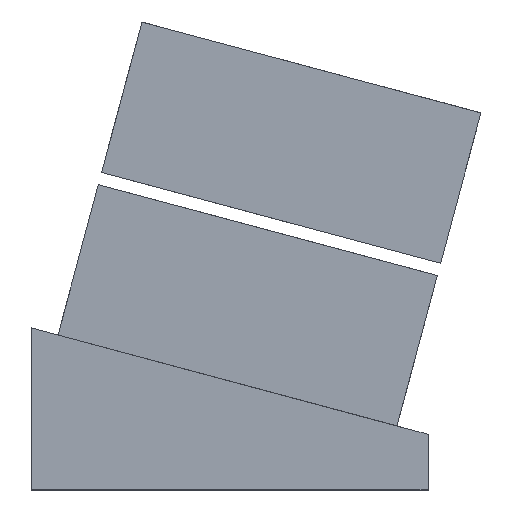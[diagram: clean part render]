
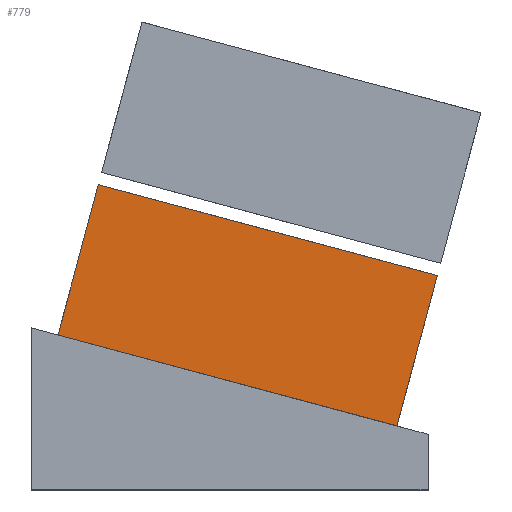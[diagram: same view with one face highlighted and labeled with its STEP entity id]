
A CAD part, front view. The second image highlights one B-rep face of the part: STEP entity #779.
In plain terms, the highlighted planar face has unit normal (0, -1, 0).
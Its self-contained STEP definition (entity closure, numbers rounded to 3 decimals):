
#779 = ADVANCED_FACE('',(#780),#794,.T.);
#780 = FACE_BOUND('',#781,.T.);
#781 = EDGE_LOOP('',(#782,#817,#845,#873));
#782 = ORIENTED_EDGE('',*,*,#783,.F.);
#783 = EDGE_CURVE('',#784,#786,#788,.T.);
#784 = VERTEX_POINT('',#785);
#785 = CARTESIAN_POINT('',(57.347,-24.,10.034));
#786 = VERTEX_POINT('',#787);
#787 = CARTESIAN_POINT('',(4.222,-24.,24.269));
#788 = SURFACE_CURVE('',#789,(#793,#805),.PCURVE_S1.);
#789 = LINE('',#790,#791);
#790 = CARTESIAN_POINT('',(57.347,-24.,10.034));
#791 = VECTOR('',#792,1.);
#792 = DIRECTION('',(-0.966,0.,0.259)
  );
#793 = PCURVE('',#794,#799);
#794 = PLANE('',#795);
#795 = AXIS2_PLACEMENT_3D('',#796,#797,#798);
#796 = CARTESIAN_POINT('',(57.347,-24.,10.034));
#797 = DIRECTION('',(0.,-1.,0.));
#798 = DIRECTION('',(-0.966,0.,0.259)
  );
#799 = DEFINITIONAL_REPRESENTATION('',(#800),#804);
#800 = LINE('',#801,#802);
#801 = CARTESIAN_POINT('',(0.,-0.));
#802 = VECTOR('',#803,1.);
#803 = DIRECTION('',(1.,0.));
#804 = ( GEOMETRIC_REPRESENTATION_CONTEXT(2) 
PARAMETRIC_REPRESENTATION_CONTEXT() REPRESENTATION_CONTEXT('2D SPACE',''
  ) );
#805 = PCURVE('',#806,#811);
#806 = PLANE('',#807);
#807 = AXIS2_PLACEMENT_3D('',#808,#809,#810);
#808 = CARTESIAN_POINT('',(30.785,0.,17.151));
#809 = DIRECTION('',(-0.259,0.,-0.966));
#810 = DIRECTION('',(-0.966,0.,0.259));
#811 = DEFINITIONAL_REPRESENTATION('',(#812),#816);
#812 = LINE('',#813,#814);
#813 = CARTESIAN_POINT('',(-27.5,-24.));
#814 = VECTOR('',#815,1.);
#815 = DIRECTION('',(1.,0.));
#816 = ( GEOMETRIC_REPRESENTATION_CONTEXT(2) 
PARAMETRIC_REPRESENTATION_CONTEXT() REPRESENTATION_CONTEXT('2D SPACE',''
  ) );
#817 = ORIENTED_EDGE('',*,*,#818,.T.);
#818 = EDGE_CURVE('',#784,#819,#821,.T.);
#819 = VERTEX_POINT('',#820);
#820 = CARTESIAN_POINT('',(63.663,-24.,33.602));
#821 = SURFACE_CURVE('',#822,(#826,#833),.PCURVE_S1.);
#822 = LINE('',#823,#824);
#823 = CARTESIAN_POINT('',(57.347,-24.,10.034));
#824 = VECTOR('',#825,1.);
#825 = DIRECTION('',(0.259,0.,0.966));
#826 = PCURVE('',#794,#827);
#827 = DEFINITIONAL_REPRESENTATION('',(#828),#832);
#828 = LINE('',#829,#830);
#829 = CARTESIAN_POINT('',(0.,-0.));
#830 = VECTOR('',#831,1.);
#831 = DIRECTION('',(0.,-1.));
#832 = ( GEOMETRIC_REPRESENTATION_CONTEXT(2) 
PARAMETRIC_REPRESENTATION_CONTEXT() REPRESENTATION_CONTEXT('2D SPACE',''
  ) );
#833 = PCURVE('',#834,#839);
#834 = PLANE('',#835);
#835 = AXIS2_PLACEMENT_3D('',#836,#837,#838);
#836 = CARTESIAN_POINT('',(57.347,24.,10.034));
#837 = DIRECTION('',(0.966,0.,-0.259));
#838 = DIRECTION('',(0.,-1.,0.));
#839 = DEFINITIONAL_REPRESENTATION('',(#840),#844);
#840 = LINE('',#841,#842);
#841 = CARTESIAN_POINT('',(48.,0.));
#842 = VECTOR('',#843,1.);
#843 = DIRECTION('',(0.,-1.));
#844 = ( GEOMETRIC_REPRESENTATION_CONTEXT(2) 
PARAMETRIC_REPRESENTATION_CONTEXT() REPRESENTATION_CONTEXT('2D SPACE',''
  ) );
#845 = ORIENTED_EDGE('',*,*,#846,.T.);
#846 = EDGE_CURVE('',#819,#847,#849,.T.);
#847 = VERTEX_POINT('',#848);
#848 = CARTESIAN_POINT('',(10.537,-24.,47.837));
#849 = SURFACE_CURVE('',#850,(#854,#861),.PCURVE_S1.);
#850 = LINE('',#851,#852);
#851 = CARTESIAN_POINT('',(63.663,-24.,33.602));
#852 = VECTOR('',#853,1.);
#853 = DIRECTION('',(-0.966,0.,0.259)
  );
#854 = PCURVE('',#794,#855);
#855 = DEFINITIONAL_REPRESENTATION('',(#856),#860);
#856 = LINE('',#857,#858);
#857 = CARTESIAN_POINT('',(0.,-24.4));
#858 = VECTOR('',#859,1.);
#859 = DIRECTION('',(1.,0.));
#860 = ( GEOMETRIC_REPRESENTATION_CONTEXT(2) 
PARAMETRIC_REPRESENTATION_CONTEXT() REPRESENTATION_CONTEXT('2D SPACE',''
  ) );
#861 = PCURVE('',#862,#867);
#862 = PLANE('',#863);
#863 = AXIS2_PLACEMENT_3D('',#864,#865,#866);
#864 = CARTESIAN_POINT('',(63.663,-24.,33.602));
#865 = DIRECTION('',(0.259,0.,0.966));
#866 = DIRECTION('',(-0.966,0.,0.259));
#867 = DEFINITIONAL_REPRESENTATION('',(#868),#872);
#868 = LINE('',#869,#870);
#869 = CARTESIAN_POINT('',(0.,0.));
#870 = VECTOR('',#871,1.);
#871 = DIRECTION('',(1.,0.));
#872 = ( GEOMETRIC_REPRESENTATION_CONTEXT(2) 
PARAMETRIC_REPRESENTATION_CONTEXT() REPRESENTATION_CONTEXT('2D SPACE',''
  ) );
#873 = ORIENTED_EDGE('',*,*,#874,.F.);
#874 = EDGE_CURVE('',#786,#847,#875,.T.);
#875 = SURFACE_CURVE('',#876,(#880,#887),.PCURVE_S1.);
#876 = LINE('',#877,#878);
#877 = CARTESIAN_POINT('',(4.222,-24.,24.269));
#878 = VECTOR('',#879,1.);
#879 = DIRECTION('',(0.259,0.,0.966));
#880 = PCURVE('',#794,#881);
#881 = DEFINITIONAL_REPRESENTATION('',(#882),#886);
#882 = LINE('',#883,#884);
#883 = CARTESIAN_POINT('',(55.,0.));
#884 = VECTOR('',#885,1.);
#885 = DIRECTION('',(0.,-1.));
#886 = ( GEOMETRIC_REPRESENTATION_CONTEXT(2) 
PARAMETRIC_REPRESENTATION_CONTEXT() REPRESENTATION_CONTEXT('2D SPACE',''
  ) );
#887 = PCURVE('',#888,#893);
#888 = PLANE('',#889);
#889 = AXIS2_PLACEMENT_3D('',#890,#891,#892);
#890 = CARTESIAN_POINT('',(4.222,-24.,24.269));
#891 = DIRECTION('',(-0.966,0.,0.259));
#892 = DIRECTION('',(0.,1.,0.));
#893 = DEFINITIONAL_REPRESENTATION('',(#894),#898);
#894 = LINE('',#895,#896);
#895 = CARTESIAN_POINT('',(0.,-0.));
#896 = VECTOR('',#897,1.);
#897 = DIRECTION('',(0.,-1.));
#898 = ( GEOMETRIC_REPRESENTATION_CONTEXT(2) 
PARAMETRIC_REPRESENTATION_CONTEXT() REPRESENTATION_CONTEXT('2D SPACE',''
  ) );
